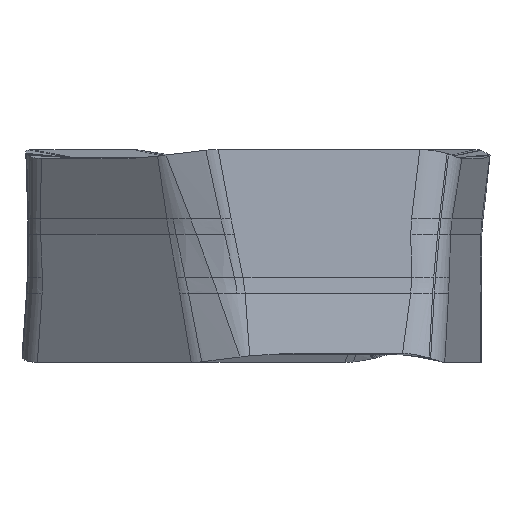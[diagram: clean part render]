
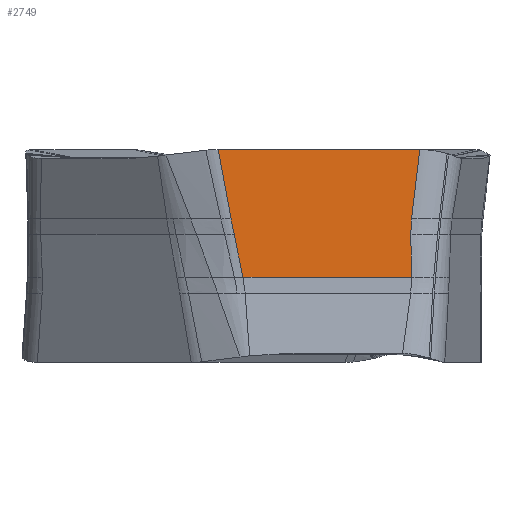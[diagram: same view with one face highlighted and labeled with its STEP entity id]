
A CAD part, front view. The second image highlights one B-rep face of the part: STEP entity #2749.
In plain terms, the highlighted planar face has unit normal (0, -0.999, 0.035).
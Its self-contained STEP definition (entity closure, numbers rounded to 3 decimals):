
#2426=FACE_OUTER_BOUND('',#3114,.T.);
#2749=ADVANCED_FACE('',(#2426),#2972,.F.);
#2972=PLANE('',#7777);
#3114=EDGE_LOOP('',(#4532,#4533,#4534,#4535,#4536,#4537,#4538,#4539));
#3447=LINE('',#12132,#3725);
#3449=LINE('',#12440,#3727);
#3459=LINE('',#12621,#3737);
#3460=LINE('',#12623,#3738);
#3461=LINE('',#12633,#3739);
#3725=VECTOR('',#8018,1.);
#3727=VECTOR('',#8020,1.);
#3737=VECTOR('',#8032,1.);
#3738=VECTOR('',#8035,1.);
#3739=VECTOR('',#8036,1.);
#4532=ORIENTED_EDGE('',*,*,#6418,.T.);
#4533=ORIENTED_EDGE('',*,*,#6419,.T.);
#4534=ORIENTED_EDGE('',*,*,#6420,.T.);
#4535=ORIENTED_EDGE('',*,*,#6421,.F.);
#4536=ORIENTED_EDGE('',*,*,#6377,.T.);
#4537=ORIENTED_EDGE('',*,*,#6387,.T.);
#4538=ORIENTED_EDGE('',*,*,#6400,.T.);
#4539=ORIENTED_EDGE('',*,*,#6417,.F.);
#5754=VERTEX_POINT('',#11980);
#5761=VERTEX_POINT('',#12131);
#5768=VERTEX_POINT('',#12265);
#5778=VERTEX_POINT('',#12439);
#5788=VERTEX_POINT('',#12620);
#5789=VERTEX_POINT('',#12624);
#5790=VERTEX_POINT('',#12632);
#5791=VERTEX_POINT('',#12634);
#6377=EDGE_CURVE('',#5754,#5761,#3447,.T.);
#6387=EDGE_CURVE('',#5761,#5768,#7089,.T.);
#6400=EDGE_CURVE('',#5768,#5778,#3449,.T.);
#6417=EDGE_CURVE('',#5788,#5778,#3459,.T.);
#6418=EDGE_CURVE('',#5788,#5789,#3460,.T.);
#6419=EDGE_CURVE('',#5789,#5790,#7109,.T.);
#6420=EDGE_CURVE('',#5790,#5791,#3461,.T.);
#6421=EDGE_CURVE('',#5754,#5791,#7110,.T.);
#7089=B_SPLINE_CURVE_WITH_KNOTS('',3,(#12266,#12267,#12268,#12269),
 .UNSPECIFIED.,.F.,.F.,(4,4),(0.,1.),.UNSPECIFIED.);
#7109=B_SPLINE_CURVE_WITH_KNOTS('',3,(#12625,#12626,#12627,#12628,#12629,
#12630,#12631),.UNSPECIFIED.,.F.,.F.,(4,1,1,1,4),(0.,0.125,0.25,
0.5,1.),.UNSPECIFIED.);
#7110=B_SPLINE_CURVE_WITH_KNOTS('',3,(#12635,#12636,#12637,#12638),
 .UNSPECIFIED.,.F.,.F.,(4,4),(0.,1.),.UNSPECIFIED.);
#7777=AXIS2_PLACEMENT_3D('',#12639,#8037,#8038);
#8018=DIRECTION('',(-0.021,0.035,0.999));
#8020=DIRECTION('',(0.119,0.035,0.992));
#8032=DIRECTION('',(1.,0.,0.));
#8035=DIRECTION('',(0.184,-0.034,-0.982));
#8036=DIRECTION('',(0.201,-0.034,-0.979));
#8037=DIRECTION('',(0.,0.999,-0.035));
#8038=DIRECTION('',(0.,0.035,0.999));
#11980=CARTESIAN_POINT('',(4.476,-6.648,2.526));
#12131=CARTESIAN_POINT('',(4.447,-6.6,3.924));
#12132=CARTESIAN_POINT('',(4.476,-6.648,2.526));
#12265=CARTESIAN_POINT('',(4.472,-6.582,4.445));
#12266=CARTESIAN_POINT('',(4.447,-6.6,3.924));
#12267=CARTESIAN_POINT('',(4.443,-6.594,4.097));
#12268=CARTESIAN_POINT('',(4.452,-6.588,4.272));
#12269=CARTESIAN_POINT('',(4.472,-6.582,4.445));
#12439=CARTESIAN_POINT('',(4.746,-6.502,6.725));
#12440=CARTESIAN_POINT('',(4.472,-6.582,4.445));
#12620=CARTESIAN_POINT('',(-1.889,-6.502,6.725));
#12621=CARTESIAN_POINT('',(-1.889,-6.502,6.725));
#12623=CARTESIAN_POINT('',(-1.889,-6.502,6.725));
#12624=CARTESIAN_POINT('',(-1.462,-6.582,4.445));
#12625=CARTESIAN_POINT('',(-1.462,-6.582,4.445));
#12626=CARTESIAN_POINT('',(-1.458,-6.582,4.424));
#12627=CARTESIAN_POINT('',(-1.449,-6.584,4.38));
#12628=CARTESIAN_POINT('',(-1.433,-6.587,4.293));
#12629=CARTESIAN_POINT('',(-1.403,-6.592,4.141));
#12630=CARTESIAN_POINT('',(-1.377,-6.597,4.011));
#12631=CARTESIAN_POINT('',(-1.359,-6.6,3.924));
#12632=CARTESIAN_POINT('',(-1.359,-6.6,3.924));
#12633=CARTESIAN_POINT('',(-1.359,-6.6,3.924));
#12634=CARTESIAN_POINT('',(-1.072,-6.648,2.526));
#12635=CARTESIAN_POINT('',(4.476,-6.648,2.526));
#12636=CARTESIAN_POINT('',(2.627,-6.648,2.526));
#12637=CARTESIAN_POINT('',(0.778,-6.648,2.526));
#12638=CARTESIAN_POINT('',(-1.072,-6.648,2.526));
#12639=CARTESIAN_POINT('',(-4.194,-6.648,2.526));
